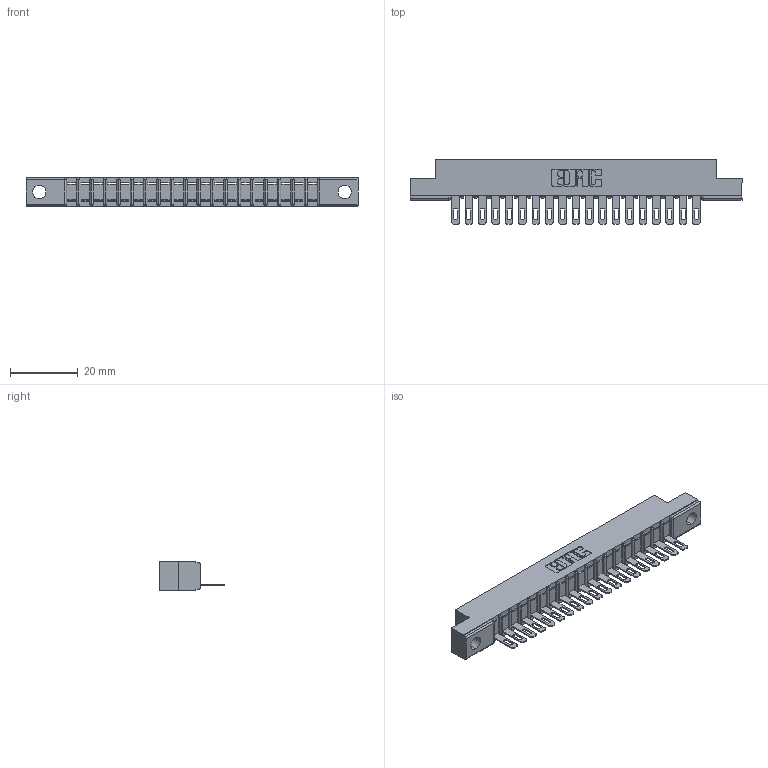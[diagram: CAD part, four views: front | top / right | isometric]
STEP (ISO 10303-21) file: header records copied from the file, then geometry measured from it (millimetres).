
FILE_DESCRIPTION (( 'STEP AP203' ), '1' );
FILE_NAME ('307-019-505-104.STEP', '2019-09-03T18:12:00', ( '' ), ( '' ), 'SwSTEP 2.0', 'SolidWorks 2016', '' );
FILE_SCHEMA (( 'CONFIG_CONTROL_DESIGN' ));
Length unit declared in the file: inch
Products named in the file (3): 307-019-505-104; 307 Part_.156 Dia Mounting Holes; 307-290-001_505
Assembly tree (20 placements, depth 2):
  307-019-505-104
    307 Part_.156 Dia Mounting Holes
    307-290-001_505  x19
Bounding box: 98.3 x 19.18 x 8.71 mm (x, y, z)
Volume: 6133.4 mm3; surface area: 9420.1 mm2
Topology: 20 solids, 20 shells, 1216 faces, 3437 edges, 2210 vertices
Faces by surface type: plane 768, cylinder 408, sphere 40
Entity records: 19516 total; most frequent: CARTESIAN_POINT 3282, ORIENTED_EDGE 3266, DIRECTION 3199, EDGE_CURVE 1633, LINE 1249, VECTOR 1249, VERTEX_POINT 1058, AXIS2_PLACEMENT_3D 975
